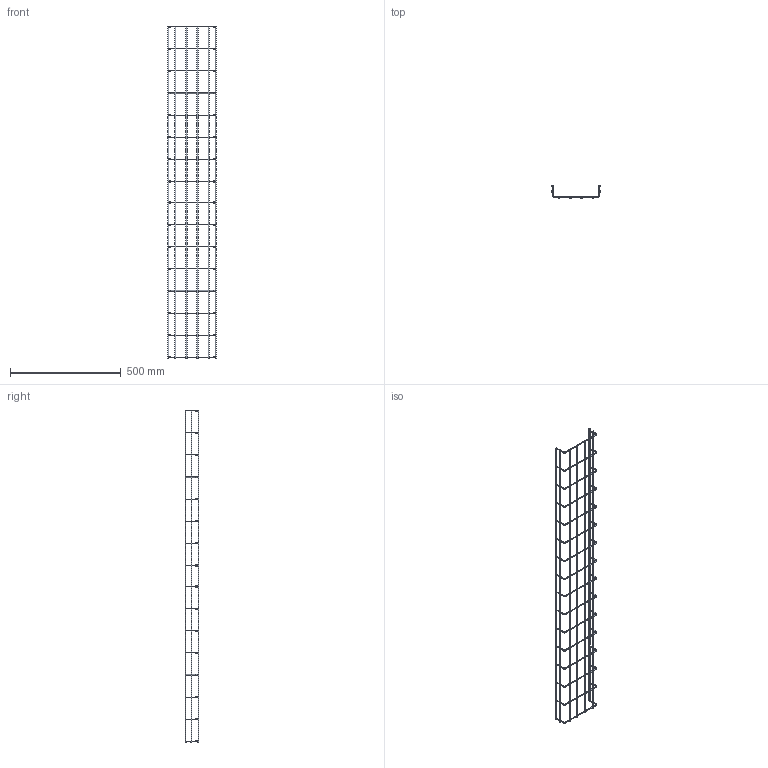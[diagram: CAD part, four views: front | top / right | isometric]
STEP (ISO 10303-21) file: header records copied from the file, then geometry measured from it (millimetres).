
FILE_DESCRIPTION (( 'STEP AP214' ), '1' );
FILE_NAME ('00406765_3D.STEP', '2022-02-09T16:08:15', ( '' ), ( '' ), 'SwSTEP 2.0', 'SolidWorks 2021', '' );
FILE_SCHEMA (( 'AUTOMOTIVE_DESIGN' ));
Length unit declared in the file: millimetre
Products named in the file (3): Cross piece^00406765; 00406765_3D; Length^00406765
Assembly tree (24 placements, depth 2):
  00406765_3D
    Cross piece^00406765  x16
    Length^00406765  x8
Bounding box: 220 x 59.98 x 1500 mm (x, y, z)
Volume: 331088.7 mm3; surface area: 265853.9 mm2
Topology: 24 solids, 24 shells, 224 faces, 400 edges, 224 vertices
Faces by surface type: cylinder 112, torus 64, plane 48
Entity records: 670 total; most frequent: DIRECTION 126, CARTESIAN_POINT 99, AXIS2_PLACEMENT_3D 59, ORIENTED_EDGE 56, EDGE_CURVE 28, PRODUCT_DEFINITION_SHAPE 27, ITEM_DEFINED_TRANSFORMATION 24, CONTEXT_DEPENDENT_SHAPE_REPRESENTATION 24
